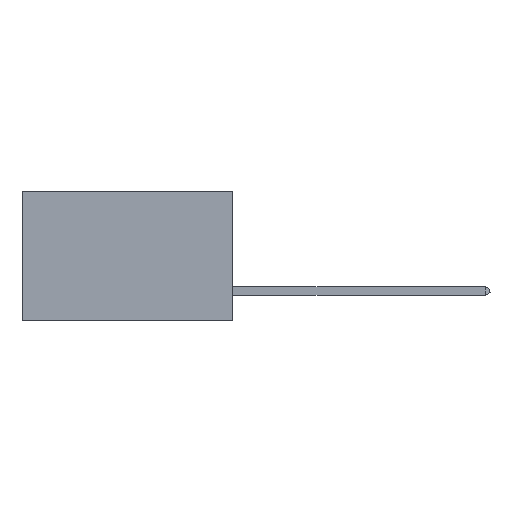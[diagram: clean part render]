
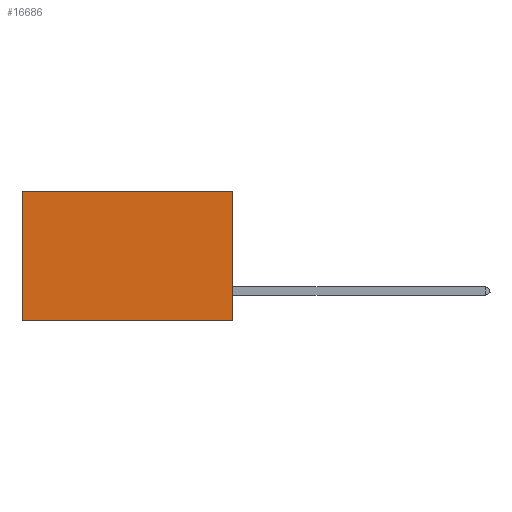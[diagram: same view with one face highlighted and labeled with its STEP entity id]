
A CAD part, left-side view. The second image highlights one B-rep face of the part: STEP entity #16686.
In plain terms, the highlighted planar face has unit normal (-1, 0, 0).
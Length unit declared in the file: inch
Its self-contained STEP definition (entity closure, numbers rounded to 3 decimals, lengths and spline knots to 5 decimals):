
#771 = FACE_OUTER_BOUND ( 'NONE', #16673, .T. ) ;
#959 = VECTOR ( 'NONE', #31693, 39.37008 ) ;
#1092 = LINE ( 'NONE', #33569, #12085 ) ;
#1771 = LINE ( 'NONE', #23909, #959 ) ;
#1999 = CARTESIAN_POINT ( 'NONE',  ( 0.2875, 0.6, 0. ) ) ;
#2383 = AXIS2_PLACEMENT_3D ( 'NONE', #18394, #31411, #26277 ) ;
#2661 = ORIENTED_EDGE ( 'NONE', *, *, #32594, .F. ) ;
#2960 = DIRECTION ( 'NONE',  ( 0., 1., 0. ) ) ;
#4898 = CARTESIAN_POINT ( 'NONE',  ( 0.2875, 0., 0. ) ) ;
#8800 = CARTESIAN_POINT ( 'NONE',  ( 0.2875, 0.6, 0. ) ) ;
#12046 = EDGE_CURVE ( 'NONE', #26751, #20442, #1092, .T. ) ;
#12085 = VECTOR ( 'NONE', #2960, 39.37008 ) ;
#12794 = ORIENTED_EDGE ( 'NONE', *, *, #12046, .T. ) ;
#13004 = CARTESIAN_POINT ( 'NONE',  ( 0.2875, 0.6, -0.37 ) ) ;
#14436 = DIRECTION ( 'NONE',  ( 0., 1., 0. ) ) ;
#15181 = LINE ( 'NONE', #8800, #21319 ) ;
#16673 = EDGE_LOOP ( 'NONE', ( #28026, #2661, #30071, #12794 ) ) ;
#16686 = ADVANCED_FACE ( 'NONE', ( #771 ), #25938, .F. ) ;
#18394 = CARTESIAN_POINT ( 'NONE',  ( 0.2875, 0., 0. ) ) ;
#18511 = CARTESIAN_POINT ( 'NONE',  ( 0.2875, 0., -0.37 ) ) ;
#20442 = VERTEX_POINT ( 'NONE', #1999 ) ;
#21319 = VECTOR ( 'NONE', #27269, 39.37008 ) ;
#22362 = VERTEX_POINT ( 'NONE', #13004 ) ;
#22958 = VERTEX_POINT ( 'NONE', #18511 ) ;
#23909 = CARTESIAN_POINT ( 'NONE',  ( 0.2875, 0., 0. ) ) ;
#25295 = VECTOR ( 'NONE', #14436, 39.37008 ) ;
#25938 = PLANE ( 'NONE',  #2383 ) ;
#26277 = DIRECTION ( 'NONE',  ( 0., 0., -1. ) ) ;
#26751 = VERTEX_POINT ( 'NONE', #4898 ) ;
#26851 = EDGE_CURVE ( 'NONE', #26751, #22958, #1771, .T. ) ;
#26936 = LINE ( 'NONE', #30072, #25295 ) ;
#27269 = DIRECTION ( 'NONE',  ( 0., 0., -1. ) ) ;
#28026 = ORIENTED_EDGE ( 'NONE', *, *, #30676, .T. ) ;
#30071 = ORIENTED_EDGE ( 'NONE', *, *, #26851, .F. ) ;
#30072 = CARTESIAN_POINT ( 'NONE',  ( 0.2875, 0., -0.37 ) ) ;
#30676 = EDGE_CURVE ( 'NONE', #20442, #22362, #15181, .T. ) ;
#31411 = DIRECTION ( 'NONE',  ( 1., 0., 0. ) ) ;
#31693 = DIRECTION ( 'NONE',  ( 0., 0., -1. ) ) ;
#32594 = EDGE_CURVE ( 'NONE', #22958, #22362, #26936, .T. ) ;
#33569 = CARTESIAN_POINT ( 'NONE',  ( 0.2875, 0., 0. ) ) ;
